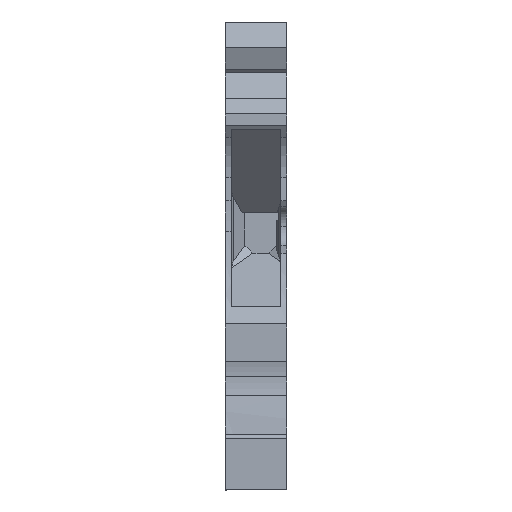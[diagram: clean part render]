
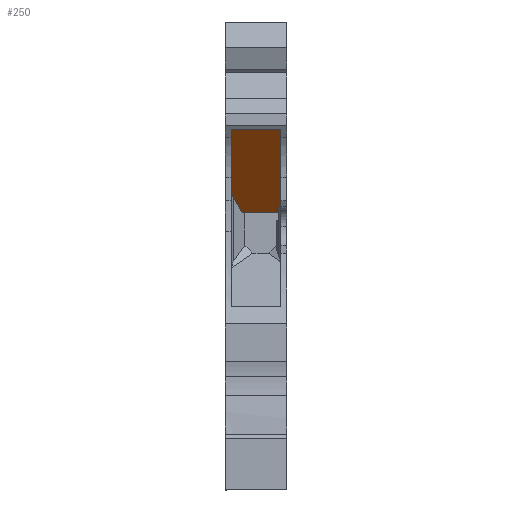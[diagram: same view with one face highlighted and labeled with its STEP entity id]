
A CAD part, front view. The second image highlights one B-rep face of the part: STEP entity #250.
In plain terms, the highlighted planar face has unit normal (0, -0.715, -0.699).
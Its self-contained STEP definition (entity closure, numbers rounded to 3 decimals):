
#250=ADVANCED_FACE('',(#667),#668,.F.);
#667=FACE_OUTER_BOUND('',#1250,.T.);
#668=PLANE('',#1251);
#1250=EDGE_LOOP('',(#2076,#2077,#2078,#2079,#2080,#2081,#2082,#2083));
#1251=AXIS2_PLACEMENT_3D('',#2084,#2085,#2086);
#2076=ORIENTED_EDGE('',*,*,#3862,.F.);
#2077=ORIENTED_EDGE('',*,*,#3857,.F.);
#2078=ORIENTED_EDGE('',*,*,#3863,.F.);
#2079=ORIENTED_EDGE('',*,*,#3864,.F.);
#2080=ORIENTED_EDGE('',*,*,#3865,.T.);
#2081=ORIENTED_EDGE('',*,*,#3866,.T.);
#2082=ORIENTED_EDGE('',*,*,#3867,.F.);
#2083=ORIENTED_EDGE('',*,*,#3841,.F.);
#2084=CARTESIAN_POINT('',(6.765,10.275,28.095));
#2085=DIRECTION('',(0.,0.715,0.699));
#2086=DIRECTION('',(-1.0,0.,0.));
#3841=EDGE_CURVE('',#4752,#4754,#4755,.T.);
#3857=EDGE_CURVE('',#4776,#4778,#4779,.T.);
#3862=EDGE_CURVE('',#4778,#4752,#4786,.T.);
#3863=EDGE_CURVE('',#4787,#4776,#4788,.T.);
#3864=EDGE_CURVE('',#4789,#4787,#4790,.T.);
#3865=EDGE_CURVE('',#4789,#4791,#4792,.T.);
#3866=EDGE_CURVE('',#4791,#4793,#4794,.T.);
#3867=EDGE_CURVE('',#4754,#4793,#4795,.T.);
#4752=VERTEX_POINT('',#5992);
#4754=VERTEX_POINT('',#5995);
#4755=LINE('',#5996,#5997);
#4776=VERTEX_POINT('',#6027);
#4778=VERTEX_POINT('',#6030);
#4779=LINE('',#6031,#6032);
#4786=LINE('',#6041,#6042);
#4787=VERTEX_POINT('',#6043);
#4788=ELLIPSE('',#6044,2.862,2.0);
#4789=VERTEX_POINT('',#6045);
#4790=LINE('',#6046,#6047);
#4791=VERTEX_POINT('',#6048);
#4792=LINE('',#6049,#6050);
#4793=VERTEX_POINT('',#6051);
#4794=LINE('',#6052,#6053);
#4795=ELLIPSE('',#6054,4.292,3.0);
#5992=CARTESIAN_POINT('',(5.55,2.428,36.125));
#5995=CARTESIAN_POINT('',(5.55,9.058,29.34));
#5996=CARTESIAN_POINT('',(5.55,22.971,15.103));
#5997=VECTOR('',#7330,1.0);
#6027=CARTESIAN_POINT('',(0.6,8.201,30.217));
#6030=CARTESIAN_POINT('',(0.6,2.428,36.125));
#6031=CARTESIAN_POINT('',(0.6,22.971,15.103));
#6032=VECTOR('',#7347,1.0);
#6041=CARTESIAN_POINT('',(5.8,2.428,36.125));
#6042=VECTOR('',#7353,1.0);
#6043=CARTESIAN_POINT('',(0.868,9.201,29.194));
#6044=AXIS2_PLACEMENT_3D('',#7354,#7355,#7356);
#6045=CARTESIAN_POINT('',(1.678,10.605,27.757));
#6046=CARTESIAN_POINT('',(8.818,22.971,15.103));
#6047=VECTOR('',#7357,1.0);
#6048=CARTESIAN_POINT('',(5.176,10.605,27.757));
#6049=CARTESIAN_POINT('',(5.8,10.605,27.757));
#6050=VECTOR('',#7358,1.0);
#6051=CARTESIAN_POINT('',(5.363,10.101,28.273));
#6052=CARTESIAN_POINT('',(0.076,24.36,13.681));
#6053=VECTOR('',#7359,1.0);
#6054=AXIS2_PLACEMENT_3D('',#7360,#7361,#7362);
#7330=DIRECTION('',(0.,0.699,-0.715));
#7347=DIRECTION('',(0.,-0.699,0.715));
#7353=DIRECTION('',(1.0,0.,0.));
#7354=CARTESIAN_POINT('',(2.6,8.201,30.217));
#7355=DIRECTION('',(0.,0.715,0.699));
#7356=DIRECTION('',(0.,-0.699,0.715));
#7357=DIRECTION('',(-0.374,-0.648,0.663));
#7358=DIRECTION('',(1.0,0.,0.));
#7359=DIRECTION('',(0.251,-0.677,0.692));
#7360=CARTESIAN_POINT('',(2.55,9.058,29.34));
#7361=DIRECTION('',(0.,0.715,0.699));
#7362=DIRECTION('',(0.,-0.699,0.715));
